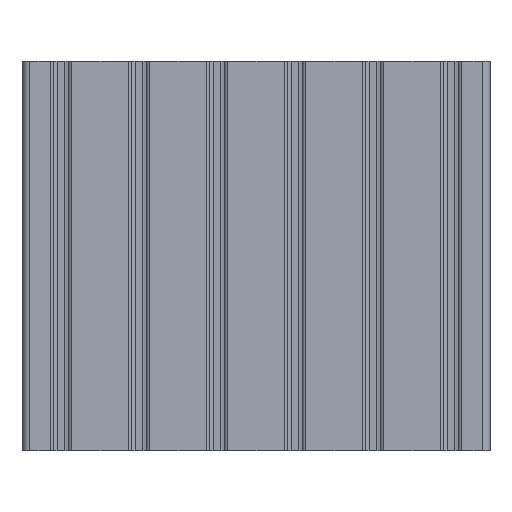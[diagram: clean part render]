
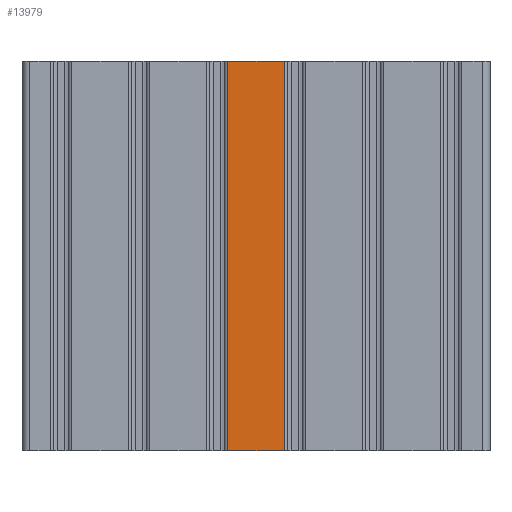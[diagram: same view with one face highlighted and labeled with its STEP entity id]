
A CAD part, front view. The second image highlights one B-rep face of the part: STEP entity #13979.
In plain terms, the highlighted planar face has unit normal (0, -1, 0).
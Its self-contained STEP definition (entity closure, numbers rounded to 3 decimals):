
#774=LINE('',#22838,#1656);
#1242=LINE('',#24999,#2124);
#1254=LINE('',#25274,#2136);
#1255=LINE('',#25276,#2137);
#1656=VECTOR('',#17903,10.);
#2124=VECTOR('',#20449,10.);
#2136=VECTOR('',#20973,10.);
#2137=VECTOR('',#20976,10.);
#2332=PLANE('',#16099);
#3177=FACE_OUTER_BOUND('',#4095,.T.);
#4095=EDGE_LOOP('',(#12437,#12438,#12439,#12440));
#5954=VERTEX_POINT('',#22832);
#5955=VERTEX_POINT('',#22836);
#6608=VERTEX_POINT('',#24993);
#6609=VERTEX_POINT('',#24997);
#7380=EDGE_CURVE('',#5954,#5955,#774,.T.);
#8463=EDGE_CURVE('',#6608,#6609,#1242,.T.);
#8601=EDGE_CURVE('',#6609,#5954,#1254,.T.);
#8602=EDGE_CURVE('',#6608,#5955,#1255,.T.);
#12437=ORIENTED_EDGE('',*,*,#7380,.F.);
#12438=ORIENTED_EDGE('',*,*,#8601,.F.);
#12439=ORIENTED_EDGE('',*,*,#8463,.F.);
#12440=ORIENTED_EDGE('',*,*,#8602,.T.);
#13979=ADVANCED_FACE('',(#3177),#2332,.T.);
#16099=AXIS2_PLACEMENT_3D('',#25275,#20974,#20975);
#17903=DIRECTION('',(1.,0.,0.));
#20449=DIRECTION('',(-1.,0.,0.));
#20973=DIRECTION('',(0.,0.,1.));
#20974=DIRECTION('center_axis',(0.,-1.,0.));
#20975=DIRECTION('ref_axis',(1.,0.,0.));
#20976=DIRECTION('',(0.,0.,1.));
#22832=CARTESIAN_POINT('',(1832.043,2950.775,99.9));
#22836=CARTESIAN_POINT('',(1861.043,2950.775,99.9));
#22838=CARTESIAN_POINT('',(1847.604,2950.775,99.9));
#24993=CARTESIAN_POINT('',(1861.043,2950.775,-99.9));
#24997=CARTESIAN_POINT('',(1832.043,2950.775,-99.9));
#24999=CARTESIAN_POINT('',(1847.604,2950.775,-99.9));
#25274=CARTESIAN_POINT('',(1832.043,2950.775,0.));
#25275=CARTESIAN_POINT('Origin',(1832.043,2950.775,0.));
#25276=CARTESIAN_POINT('',(1861.043,2950.775,0.));
